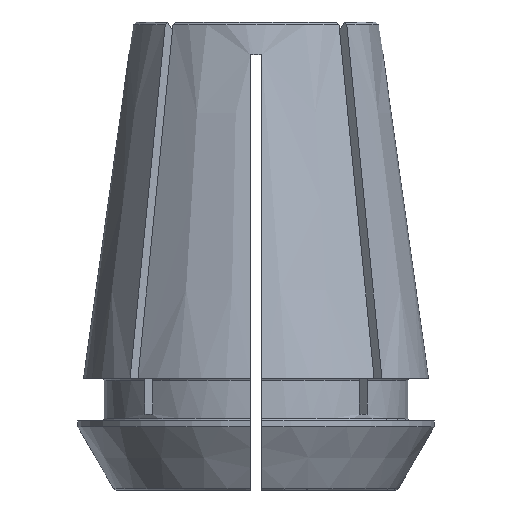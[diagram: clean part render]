
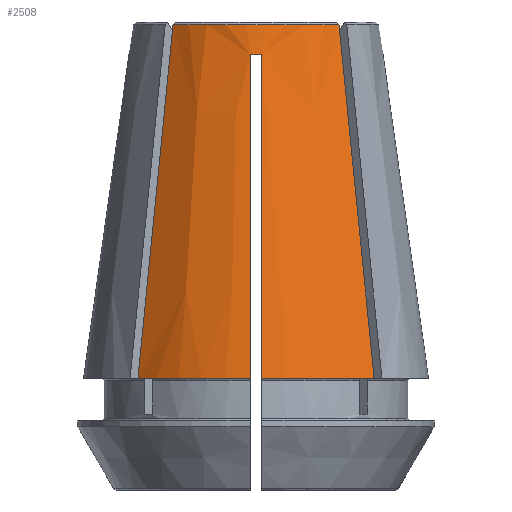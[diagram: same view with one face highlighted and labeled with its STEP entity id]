
A CAD part, front view. The second image highlights one B-rep face of the part: STEP entity #2508.
In plain terms, the highlighted conical face has half-angle 8 degrees and reference radius 8.86 mm.
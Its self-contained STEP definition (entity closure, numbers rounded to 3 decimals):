
#22=CONICAL_SURFACE('',#2684,8.86,0.14);
#499=CIRCLE('',#2685,12.5);
#500=CIRCLE('',#2686,8.902);
#501=CIRCLE('',#2687,12.5);
#502=CIRCLE('',#2688,9.211);
#686=ORIENTED_EDGE('',*,*,#1499,.T.);
#687=ORIENTED_EDGE('',*,*,#1500,.T.);
#688=ORIENTED_EDGE('',*,*,#1501,.F.);
#689=ORIENTED_EDGE('',*,*,#1502,.T.);
#690=ORIENTED_EDGE('',*,*,#1503,.T.);
#691=ORIENTED_EDGE('',*,*,#1504,.F.);
#692=ORIENTED_EDGE('',*,*,#1505,.F.);
#693=ORIENTED_EDGE('',*,*,#1506,.T.);
#1499=EDGE_CURVE('',#1904,#1905,#499,.T.);
#1500=EDGE_CURVE('',#1905,#1906,#2135,.T.);
#1501=EDGE_CURVE('',#1907,#1906,#500,.T.);
#1502=EDGE_CURVE('',#1907,#1908,#2136,.T.);
#1503=EDGE_CURVE('',#1908,#1909,#501,.T.);
#1504=EDGE_CURVE('',#1910,#1909,#2137,.T.);
#1505=EDGE_CURVE('',#1911,#1910,#502,.T.);
#1506=EDGE_CURVE('',#1911,#1904,#2138,.T.);
#1904=VERTEX_POINT('',#3838);
#1905=VERTEX_POINT('',#3839);
#1906=VERTEX_POINT('',#3847);
#1907=VERTEX_POINT('',#3849);
#1908=VERTEX_POINT('',#3857);
#1909=VERTEX_POINT('',#3859);
#1910=VERTEX_POINT('',#3870);
#1911=VERTEX_POINT('',#3872);
#2135=B_SPLINE_CURVE_WITH_KNOTS('',3,(#3840,#3841,#3842,#3843,#3844,#3845,
#3846),.UNSPECIFIED.,.F.,.F.,(4,3,4),(0.,0.022,
0.026),.UNSPECIFIED.);
#2136=B_SPLINE_CURVE_WITH_KNOTS('',3,(#3850,#3851,#3852,#3853,#3854,#3855,
#3856),.UNSPECIFIED.,.F.,.F.,(4,3,4),(0.,0.016,
0.026),.UNSPECIFIED.);
#2137=B_SPLINE_CURVE_WITH_KNOTS('',3,(#3860,#3861,#3862,#3863,#3864,#3865,
#3866,#3867,#3868,#3869),.UNSPECIFIED.,.F.,.F.,(4,3,3,4),(0.014,
0.017,0.034,0.038),.UNSPECIFIED.);
#2138=B_SPLINE_CURVE_WITH_KNOTS('',3,(#3873,#3874,#3875,#3876,#3877,#3878,
#3879,#3880,#3881,#3882),.UNSPECIFIED.,.F.,.F.,(4,3,3,4),(0.014,
0.017,0.034,0.038),.UNSPECIFIED.);
#2216=EDGE_LOOP('',(#686,#687,#688,#689,#690,#691,#692,#693));
#2352=FACE_BOUND('',#2216,.T.);
#2508=ADVANCED_FACE('',(#2352),#22,.T.);
#2684=AXIS2_PLACEMENT_3D('',#3836,#3034,#3035);
#2685=AXIS2_PLACEMENT_3D('',#3837,#3036,#3037);
#2686=AXIS2_PLACEMENT_3D('',#3848,#3038,#3039);
#2687=AXIS2_PLACEMENT_3D('',#3858,#3040,#3041);
#2688=AXIS2_PLACEMENT_3D('',#3871,#3042,#3043);
#3034=DIRECTION('',(0.,0.,-1.));
#3035=DIRECTION('',(-1.,0.,0.));
#3036=DIRECTION('',(0.,0.,1.));
#3037=DIRECTION('',(1.,0.,0.));
#3038=DIRECTION('',(0.,0.,1.));
#3039=DIRECTION('',(1.,0.,0.));
#3040=DIRECTION('',(0.,0.,1.));
#3041=DIRECTION('',(1.,0.,0.));
#3042=DIRECTION('',(0.,0.,-1.));
#3043=DIRECTION('',(-1.,0.,0.));
#3836=CARTESIAN_POINT('',(0.,0.,29.));
#3837=CARTESIAN_POINT('',(0.,0.,3.1));
#3838=CARTESIAN_POINT('',(0.4,-12.494,3.1));
#3839=CARTESIAN_POINT('',(8.551,-9.117,3.1));
#3840=CARTESIAN_POINT('',(8.551,-9.117,3.1));
#3841=CARTESIAN_POINT('',(7.831,-8.397,10.344));
#3842=CARTESIAN_POINT('',(7.111,-7.677,17.588));
#3843=CARTESIAN_POINT('',(6.39,-6.956,24.832));
#3844=CARTESIAN_POINT('',(6.262,-6.828,26.122));
#3845=CARTESIAN_POINT('',(6.134,-6.699,27.413));
#3846=CARTESIAN_POINT('',(6.005,-6.571,28.703));
#3847=CARTESIAN_POINT('',(6.005,-6.571,28.703));
#3848=CARTESIAN_POINT('',(0.,0.,28.703));
#3849=CARTESIAN_POINT('',(-6.005,-6.571,28.703));
#3850=CARTESIAN_POINT('',(-6.005,-6.571,28.703));
#3851=CARTESIAN_POINT('',(-6.518,-7.084,23.544));
#3852=CARTESIAN_POINT('',(-7.031,-7.597,18.386));
#3853=CARTESIAN_POINT('',(-7.544,-8.11,13.227));
#3854=CARTESIAN_POINT('',(-7.88,-8.446,9.851));
#3855=CARTESIAN_POINT('',(-8.216,-8.782,6.476));
#3856=CARTESIAN_POINT('',(-8.551,-9.117,3.1));
#3857=CARTESIAN_POINT('',(-8.551,-9.117,3.1));
#3858=CARTESIAN_POINT('',(0.,0.,3.1));
#3859=CARTESIAN_POINT('',(-0.4,-12.494,3.1));
#3860=CARTESIAN_POINT('',(-0.4,-9.203,26.5));
#3861=CARTESIAN_POINT('',(-0.4,-9.341,25.513));
#3862=CARTESIAN_POINT('',(-0.4,-9.48,24.527));
#3863=CARTESIAN_POINT('',(-0.4,-9.619,23.54));
#3864=CARTESIAN_POINT('',(-0.4,-10.404,17.961));
#3865=CARTESIAN_POINT('',(-0.4,-11.188,12.381));
#3866=CARTESIAN_POINT('',(-0.4,-11.973,6.802));
#3867=CARTESIAN_POINT('',(-0.4,-12.147,5.568));
#3868=CARTESIAN_POINT('',(-0.4,-12.32,4.334));
#3869=CARTESIAN_POINT('',(-0.4,-12.494,3.1));
#3870=CARTESIAN_POINT('',(-0.4,-9.203,26.5));
#3871=CARTESIAN_POINT('',(0.,0.,26.5));
#3872=CARTESIAN_POINT('',(0.4,-9.203,26.5));
#3873=CARTESIAN_POINT('',(0.4,-9.203,26.5));
#3874=CARTESIAN_POINT('',(0.4,-9.341,25.513));
#3875=CARTESIAN_POINT('',(0.4,-9.48,24.527));
#3876=CARTESIAN_POINT('',(0.4,-9.619,23.54));
#3877=CARTESIAN_POINT('',(0.4,-10.404,17.961));
#3878=CARTESIAN_POINT('',(0.4,-11.188,12.381));
#3879=CARTESIAN_POINT('',(0.4,-11.973,6.802));
#3880=CARTESIAN_POINT('',(0.4,-12.147,5.568));
#3881=CARTESIAN_POINT('',(0.4,-12.32,4.334));
#3882=CARTESIAN_POINT('',(0.4,-12.494,3.1));
